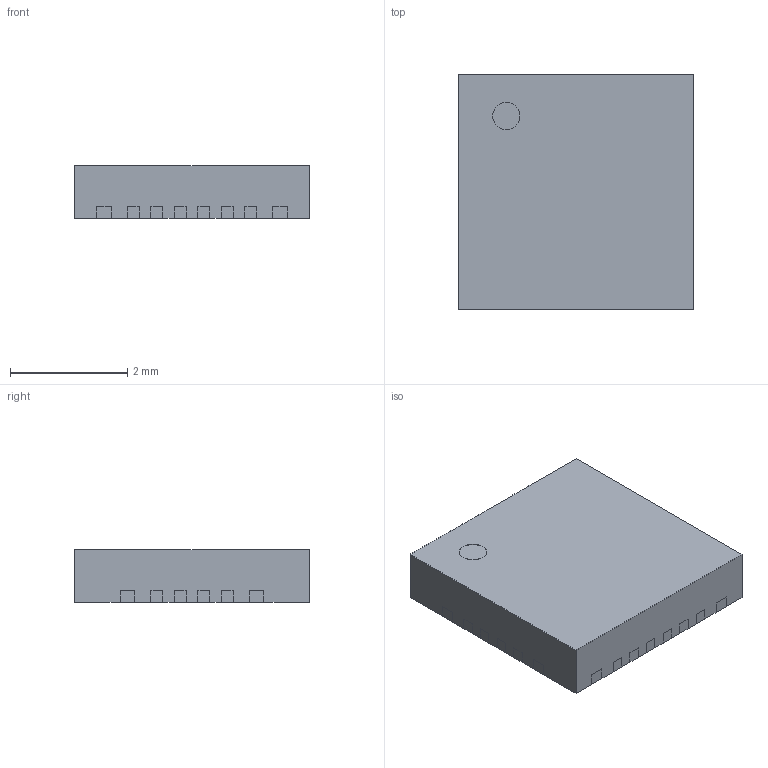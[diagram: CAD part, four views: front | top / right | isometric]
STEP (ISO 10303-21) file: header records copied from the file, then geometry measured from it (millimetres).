
FILE_DESCRIPTION (( 'STEP AP214' ), '1' );
FILE_NAME ('MP5416GR.STEP', '2022-07-28T07:24:48', ( '' ), ( '' ), 'SwSTEP 2.0', 'SolidWorks 2017', '' );
FILE_SCHEMA (( 'AUTOMOTIVE_DESIGN' ));
Length unit declared in the file: millimetre
Products named in the file (1): MP5416GR
Bounding box: 4 x 4 x 0.9 mm (x, y, z)
Volume: 14.4 mm3; surface area: 71.4 mm2
Topology: 29 solids, 29 shells, 400 faces, 1020 edges, 680 vertices
Faces by surface type: plane 302, cylinder 98
Entity records: 14825 total; most frequent: CARTESIAN_POINT 2101, ORIENTED_EDGE 2040, DIRECTION 2018, EDGE_CURVE 1020, VECTOR 824, LINE 824, VERTEX_POINT 680, AXIS2_PLACEMENT_3D 597
